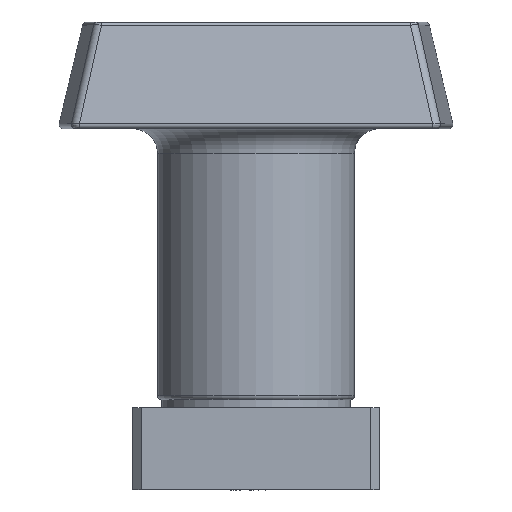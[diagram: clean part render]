
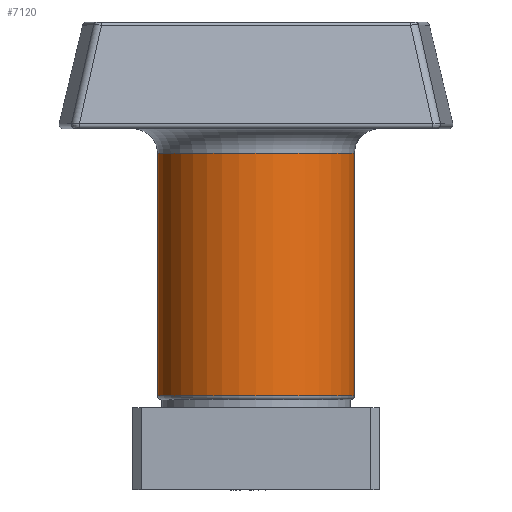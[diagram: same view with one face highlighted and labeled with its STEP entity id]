
A CAD part, front view. The second image highlights one B-rep face of the part: STEP entity #7120.
In plain terms, the highlighted cylindrical face has radius 12 mm (diameter 24 mm), a full revolution.
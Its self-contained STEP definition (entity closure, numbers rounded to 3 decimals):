
#580 = CARTESIAN_POINT ( 'NONE',  ( 0., 0., -32.5 ) ) ;
#641 = VERTEX_POINT ( 'NONE', #10278 ) ;
#2214 = CARTESIAN_POINT ( 'NONE',  ( 0., 0., -112.941 ) ) ;
#2626 = EDGE_LOOP ( 'NONE', ( #11418 ) ) ;
#2907 = DIRECTION ( 'NONE',  ( 0., 0., 1. ) ) ;
#4295 = ORIENTED_EDGE ( 'NONE', *, *, #9051, .T. ) ;
#4709 = CYLINDRICAL_SURFACE ( 'NONE', #13759, 12. ) ;
#5073 = FACE_OUTER_BOUND ( 'NONE', #2626, .T. ) ;
#5299 = DIRECTION ( 'NONE',  ( 0., 0., -1. ) ) ;
#6179 = DIRECTION ( 'NONE',  ( -1., 0., 0. ) ) ;
#6572 = CARTESIAN_POINT ( 'NONE',  ( 0., 0., -3. ) ) ;
#6679 = AXIS2_PLACEMENT_3D ( 'NONE', #580, #2907, #6179 ) ;
#6753 = DIRECTION ( 'NONE',  ( 0., 0., 1. ) ) ;
#6833 = EDGE_CURVE ( 'NONE', #12157, #12157, #11250, .T. ) ;
#7120 = ADVANCED_FACE ( 'NONE', ( #8786, #5073 ), #4709, .T. ) ;
#8140 = CARTESIAN_POINT ( 'NONE',  ( -12., 0., -3. ) ) ;
#8746 = AXIS2_PLACEMENT_3D ( 'NONE', #6572, #5299, #10950 ) ;
#8786 = FACE_OUTER_BOUND ( 'NONE', #11334, .T. ) ;
#9051 = EDGE_CURVE ( 'NONE', #641, #641, #14079, .T. ) ;
#10096 = DIRECTION ( 'NONE',  ( 1., 0., 0. ) ) ;
#10278 = CARTESIAN_POINT ( 'NONE',  ( -12., 0., -32.5 ) ) ;
#10950 = DIRECTION ( 'NONE',  ( -1., 0., 0. ) ) ;
#11250 = CIRCLE ( 'NONE', #8746, 12. ) ;
#11334 = EDGE_LOOP ( 'NONE', ( #4295 ) ) ;
#11418 = ORIENTED_EDGE ( 'NONE', *, *, #6833, .T. ) ;
#12157 = VERTEX_POINT ( 'NONE', #8140 ) ;
#13759 = AXIS2_PLACEMENT_3D ( 'NONE', #2214, #6753, #10096 ) ;
#14079 = CIRCLE ( 'NONE', #6679, 12. ) ;
